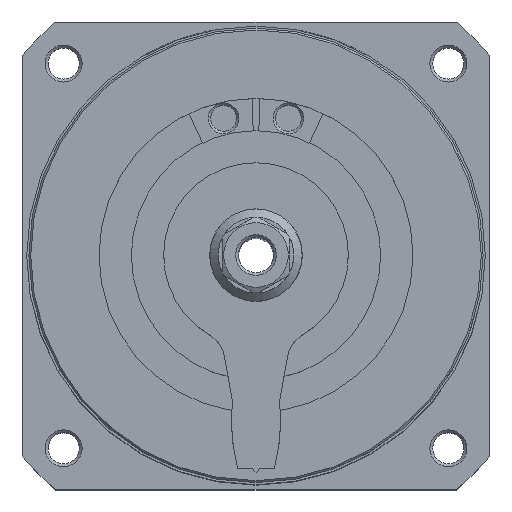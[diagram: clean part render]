
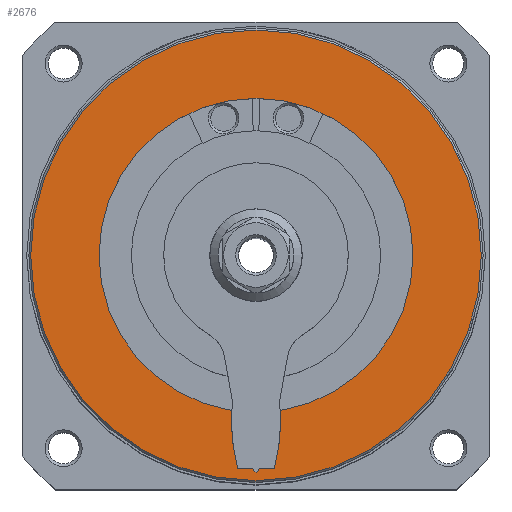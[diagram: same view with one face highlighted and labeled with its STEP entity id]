
A CAD part, top view. The second image highlights one B-rep face of the part: STEP entity #2676.
In plain terms, the highlighted face is planar.
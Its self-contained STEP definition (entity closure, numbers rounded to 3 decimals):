
#516=ORIENTED_EDGE('',*,*,#1125,.F.);
#517=ORIENTED_EDGE('',*,*,#1126,.T.);
#1125=EDGE_CURVE('',#1442,#1442,#1697,.T.);
#1126=EDGE_CURVE('',#1443,#1443,#1698,.T.);
#1442=VERTEX_POINT('',#4396);
#1443=VERTEX_POINT('',#4398);
#1697=CIRCLE('',#2956,73.2);
#1698=CIRCLE('',#2957,51.);
#1916=EDGE_LOOP('',(#516));
#1917=EDGE_LOOP('',(#517));
#2274=FACE_BOUND('',#1916,.T.);
#2275=FACE_BOUND('',#1917,.T.);
#2586=PLANE('',#2955);
#2676=ADVANCED_FACE('',(#2274,#2275),#2586,.F.);
#2955=AXIS2_PLACEMENT_3D('',#4394,#3448,#3449);
#2956=AXIS2_PLACEMENT_3D('',#4395,#3450,#3451);
#2957=AXIS2_PLACEMENT_3D('',#4397,#3452,#3453);
#3448=DIRECTION('',(1.,0.,0.));
#3449=DIRECTION('',(0.,0.,-1.));
#3450=DIRECTION('',(1.,0.,0.));
#3451=DIRECTION('',(0.,0.,-1.));
#3452=DIRECTION('',(1.,0.,0.));
#3453=DIRECTION('',(0.,0.,-1.));
#4394=CARTESIAN_POINT('',(-141.,0.,0.));
#4395=CARTESIAN_POINT('',(-141.,0.,0.));
#4396=CARTESIAN_POINT('',(-141.,0.,-73.2));
#4397=CARTESIAN_POINT('',(-141.,0.,0.));
#4398=CARTESIAN_POINT('',(-141.,0.,-51.));
